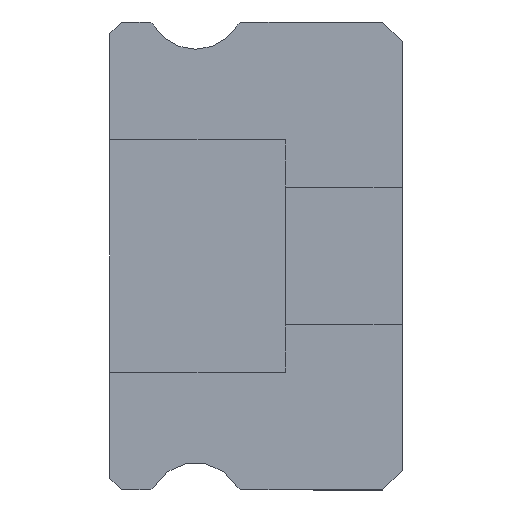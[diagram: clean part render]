
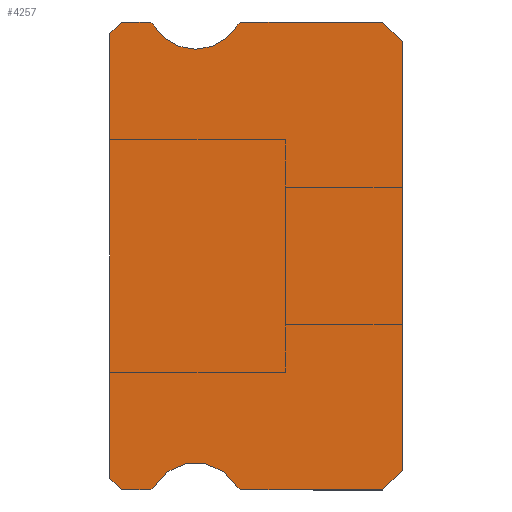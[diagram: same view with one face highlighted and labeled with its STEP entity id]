
A CAD part, left-side view. The second image highlights one B-rep face of the part: STEP entity #4257.
In plain terms, the highlighted planar face has unit normal (-1, 0, 0).
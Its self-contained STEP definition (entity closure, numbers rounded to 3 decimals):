
#26 = LINE ( 'NONE', #8380, #257 ) ;
#30 = ORIENTED_EDGE ( 'NONE', *, *, #6204, .T. ) ;
#43 = ORIENTED_EDGE ( 'NONE', *, *, #3543, .F. ) ;
#103 = EDGE_CURVE ( 'NONE', #4748, #1006, #26, .T. ) ;
#106 = DIRECTION ( 'NONE',  ( 0., 0.707, -0.707 ) ) ;
#134 = CARTESIAN_POINT ( 'NONE',  ( -5., 5.3, 6.55 ) ) ;
#136 = EDGE_CURVE ( 'NONE', #7134, #8510, #8341, .T. ) ;
#140 = DIRECTION ( 'NONE',  ( 1., 0., 0. ) ) ;
#257 = VECTOR ( 'NONE', #106, 1000. ) ;
#264 = LINE ( 'NONE', #7148, #265 ) ;
#265 = VECTOR ( 'NONE', #2235, 1000. ) ;
#270 = CARTESIAN_POINT ( 'NONE',  ( -5., 7.5, -5.7 ) ) ;
#425 = AXIS2_PLACEMENT_3D ( 'NONE', #5493, #8740, #4673 ) ;
#507 = EDGE_CURVE ( 'NONE', #3803, #7546, #6607, .T. ) ;
#539 = EDGE_CURVE ( 'NONE', #7546, #5940, #1103, .T. ) ;
#541 = EDGE_CURVE ( 'NONE', #2108, #3803, #683, .T. ) ;
#675 = VECTOR ( 'NONE', #2835, 1000. ) ;
#683 = CIRCLE ( 'NONE', #3119, 0.15 ) ;
#699 = ORIENTED_EDGE ( 'NONE', *, *, #7821, .T. ) ;
#712 = CIRCLE ( 'NONE', #3011, 1.25 ) ;
#806 = ORIENTED_EDGE ( 'NONE', *, *, #539, .F. ) ;
#922 = ORIENTED_EDGE ( 'NONE', *, *, #7025, .F. ) ;
#1006 = VERTEX_POINT ( 'NONE', #3866 ) ;
#1103 = LINE ( 'NONE', #5935, #7249 ) ;
#1146 = AXIS2_PLACEMENT_3D ( 'NONE', #1667, #7798, #3023 ) ;
#1170 = DIRECTION ( 'NONE',  ( 0., 1., 0. ) ) ;
#1259 = CARTESIAN_POINT ( 'NONE',  ( -5., 0., -5.5 ) ) ;
#1360 = CARTESIAN_POINT ( 'NONE',  ( -5., 5.3, 5.3 ) ) ;
#1364 = CARTESIAN_POINT ( 'NONE',  ( -5., 4.088, -6. ) ) ;
#1382 = ORIENTED_EDGE ( 'NONE', *, *, #8761, .T. ) ;
#1437 = FACE_OUTER_BOUND ( 'NONE', #5565, .T. ) ;
#1532 = EDGE_CURVE ( 'NONE', #2686, #8804, #8267, .T. ) ;
#1650 = EDGE_CURVE ( 'NONE', #8414, #5940, #264, .T. ) ;
#1667 = CARTESIAN_POINT ( 'NONE',  ( -5., 5.3, -6.55 ) ) ;
#1727 = VECTOR ( 'NONE', #3293, 1000. ) ;
#1781 = DIRECTION ( 'NONE',  ( 0., 0., -1. ) ) ;
#2012 = ORIENTED_EDGE ( 'NONE', *, *, #136, .F. ) ;
#2014 = VERTEX_POINT ( 'NONE', #4209 ) ;
#2108 = VERTEX_POINT ( 'NONE', #4513 ) ;
#2182 = DIRECTION ( 'NONE',  ( 0., 0.707, -0.707 ) ) ;
#2219 = DIRECTION ( 'NONE',  ( 0., 0., 1. ) ) ;
#2235 = DIRECTION ( 'NONE',  ( 0., 0., 1. ) ) ;
#2258 = LINE ( 'NONE', #7088, #3267 ) ;
#2385 = ORIENTED_EDGE ( 'NONE', *, *, #6250, .F. ) ;
#2614 = VERTEX_POINT ( 'NONE', #2620 ) ;
#2620 = CARTESIAN_POINT ( 'NONE',  ( -5., 6.512, 6. ) ) ;
#2686 = VERTEX_POINT ( 'NONE', #3606 ) ;
#2730 = ORIENTED_EDGE ( 'NONE', *, *, #5899, .F. ) ;
#2731 = CARTESIAN_POINT ( 'NONE',  ( -5., 7.2, 6. ) ) ;
#2759 = CARTESIAN_POINT ( 'NONE',  ( -5., 0.5, 6. ) ) ;
#2835 = DIRECTION ( 'NONE',  ( 0., 1., 0. ) ) ;
#2942 = DIRECTION ( 'NONE',  ( 1., 0., 0. ) ) ;
#3011 = AXIS2_PLACEMENT_3D ( 'NONE', #5546, #8264, #4876 ) ;
#3023 = DIRECTION ( 'NONE',  ( 0., 0., -1. ) ) ;
#3119 = AXIS2_PLACEMENT_3D ( 'NONE', #8042, #5268, #1781 ) ;
#3247 = ORIENTED_EDGE ( 'NONE', *, *, #1650, .T. ) ;
#3267 = VECTOR ( 'NONE', #2219, 1000. ) ;
#3293 = DIRECTION ( 'NONE',  ( 0., -1., 0. ) ) ;
#3332 = VERTEX_POINT ( 'NONE', #6628 ) ;
#3543 = EDGE_CURVE ( 'NONE', #8414, #7134, #6925, .T. ) ;
#3606 = CARTESIAN_POINT ( 'NONE',  ( -5., 6.383, 5.925 ) ) ;
#3735 = CARTESIAN_POINT ( 'NONE',  ( -5., 0.5, -6. ) ) ;
#3776 = EDGE_CURVE ( 'NONE', #2014, #8633, #6431, .T. ) ;
#3782 = AXIS2_PLACEMENT_3D ( 'NONE', #4301, #140, #5740 ) ;
#3786 = CARTESIAN_POINT ( 'NONE',  ( -5., 0., 5.5 ) ) ;
#3788 = EDGE_CURVE ( 'NONE', #8510, #6706, #7422, .T. ) ;
#3803 = VERTEX_POINT ( 'NONE', #6772 ) ;
#3866 = CARTESIAN_POINT ( 'NONE',  ( -5., 7.5, 5.7 ) ) ;
#3925 = DIRECTION ( 'NONE',  ( 0., -0.707, -0.707 ) ) ;
#3960 = CARTESIAN_POINT ( 'NONE',  ( -5., 6.512, -6. ) ) ;
#4122 = EDGE_CURVE ( 'NONE', #6706, #2014, #4882, .T. ) ;
#4209 = CARTESIAN_POINT ( 'NONE',  ( -5., 6.383, -5.925 ) ) ;
#4241 = VERTEX_POINT ( 'NONE', #270 ) ;
#4244 = CARTESIAN_POINT ( 'NONE',  ( -5., 0., -5.5 ) ) ;
#4257 = ADVANCED_FACE ( 'NONE', ( #1437 ), #6260, .F. ) ;
#4301 = CARTESIAN_POINT ( 'NONE',  ( -5., 6.512, 5.85 ) ) ;
#4396 = CARTESIAN_POINT ( 'NONE',  ( -5., 6.512, -6. ) ) ;
#4499 = AXIS2_PLACEMENT_3D ( 'NONE', #5043, #2942, #6956 ) ;
#4513 = CARTESIAN_POINT ( 'NONE',  ( -5., 4.217, 5.925 ) ) ;
#4532 = CARTESIAN_POINT ( 'NONE',  ( -5., 7.2, 6. ) ) ;
#4550 = AXIS2_PLACEMENT_3D ( 'NONE', #134, #5552, #4832 ) ;
#4581 = VECTOR ( 'NONE', #1170, 1000. ) ;
#4673 = DIRECTION ( 'NONE',  ( 0., 0., -1. ) ) ;
#4748 = VERTEX_POINT ( 'NONE', #2731 ) ;
#4757 = ORIENTED_EDGE ( 'NONE', *, *, #1532, .F. ) ;
#4832 = DIRECTION ( 'NONE',  ( 0., 0., -1. ) ) ;
#4876 = DIRECTION ( 'NONE',  ( 0., 0., -1. ) ) ;
#4882 = CIRCLE ( 'NONE', #1146, 1.25 ) ;
#5043 = CARTESIAN_POINT ( 'NONE',  ( -5., 6.512, 5.85 ) ) ;
#5268 = DIRECTION ( 'NONE',  ( 1., 0., 0. ) ) ;
#5320 = ORIENTED_EDGE ( 'NONE', *, *, #103, .T. ) ;
#5350 = ORIENTED_EDGE ( 'NONE', *, *, #507, .F. ) ;
#5409 = VECTOR ( 'NONE', #6690, 1000. ) ;
#5493 = CARTESIAN_POINT ( 'NONE',  ( -5., 6.512, -5.85 ) ) ;
#5546 = CARTESIAN_POINT ( 'NONE',  ( -5., 5.3, 6.55 ) ) ;
#5552 = DIRECTION ( 'NONE',  ( -1., 0., 0. ) ) ;
#5565 = EDGE_LOOP ( 'NONE', ( #5320, #2385, #30, #1382, #8195, #8699, #6289, #2012, #43, #3247, #806, #5350, #8800, #2730, #4757, #922, #699 ) ) ;
#5740 = DIRECTION ( 'NONE',  ( 0., 0., -1. ) ) ;
#5892 = LINE ( 'NONE', #3960, #1727 ) ;
#5899 = EDGE_CURVE ( 'NONE', #8804, #2108, #712, .T. ) ;
#5935 = CARTESIAN_POINT ( 'NONE',  ( -5., 0.5, 6. ) ) ;
#5939 = CARTESIAN_POINT ( 'NONE',  ( -5., 4.217, -5.925 ) ) ;
#5940 = VERTEX_POINT ( 'NONE', #3786 ) ;
#6204 = EDGE_CURVE ( 'NONE', #4241, #3332, #7496, .T. ) ;
#6250 = EDGE_CURVE ( 'NONE', #4241, #1006, #2258, .T. ) ;
#6260 = PLANE ( 'NONE',  #3782 ) ;
#6289 = ORIENTED_EDGE ( 'NONE', *, *, #3788, .F. ) ;
#6431 = CIRCLE ( 'NONE', #425, 0.15 ) ;
#6534 = LINE ( 'NONE', #4532, #4581 ) ;
#6607 = LINE ( 'NONE', #7233, #5409 ) ;
#6628 = CARTESIAN_POINT ( 'NONE',  ( -5., 7.2, -6. ) ) ;
#6690 = DIRECTION ( 'NONE',  ( 0., -1., 0. ) ) ;
#6706 = VERTEX_POINT ( 'NONE', #5939 ) ;
#6724 = CARTESIAN_POINT ( 'NONE',  ( -5., 4.088, -5.85 ) ) ;
#6772 = CARTESIAN_POINT ( 'NONE',  ( -5., 4.088, 6. ) ) ;
#6925 = LINE ( 'NONE', #4244, #8019 ) ;
#6955 = DIRECTION ( 'NONE',  ( 0., -0.707, -0.707 ) ) ;
#6956 = DIRECTION ( 'NONE',  ( 0., 0., -1. ) ) ;
#7025 = EDGE_CURVE ( 'NONE', #2614, #2686, #7917, .T. ) ;
#7048 = CARTESIAN_POINT ( 'NONE',  ( -5., 7.2, -6. ) ) ;
#7088 = CARTESIAN_POINT ( 'NONE',  ( -5., 7.5, 5.85 ) ) ;
#7134 = VERTEX_POINT ( 'NONE', #3735 ) ;
#7148 = CARTESIAN_POINT ( 'NONE',  ( -5., 0., 5.5 ) ) ;
#7233 = CARTESIAN_POINT ( 'NONE',  ( -5., 6.512, 6. ) ) ;
#7249 = VECTOR ( 'NONE', #3925, 1000. ) ;
#7422 = CIRCLE ( 'NONE', #8145, 0.15 ) ;
#7496 = LINE ( 'NONE', #7048, #7989 ) ;
#7546 = VERTEX_POINT ( 'NONE', #2759 ) ;
#7798 = DIRECTION ( 'NONE',  ( -1., 0., 0. ) ) ;
#7821 = EDGE_CURVE ( 'NONE', #2614, #4748, #6534, .T. ) ;
#7917 = CIRCLE ( 'NONE', #4499, 0.15 ) ;
#7989 = VECTOR ( 'NONE', #6955, 1000. ) ;
#8019 = VECTOR ( 'NONE', #2182, 1000. ) ;
#8032 = DIRECTION ( 'NONE',  ( 0., 0., -1. ) ) ;
#8042 = CARTESIAN_POINT ( 'NONE',  ( -5., 4.088, 5.85 ) ) ;
#8145 = AXIS2_PLACEMENT_3D ( 'NONE', #6724, #8784, #8032 ) ;
#8195 = ORIENTED_EDGE ( 'NONE', *, *, #3776, .F. ) ;
#8210 = CARTESIAN_POINT ( 'NONE',  ( -5., 6.512, -6. ) ) ;
#8264 = DIRECTION ( 'NONE',  ( -1., 0., 0. ) ) ;
#8267 = CIRCLE ( 'NONE', #4550, 1.25 ) ;
#8341 = LINE ( 'NONE', #8210, #675 ) ;
#8380 = CARTESIAN_POINT ( 'NONE',  ( -5., 7.5, 5.7 ) ) ;
#8414 = VERTEX_POINT ( 'NONE', #1259 ) ;
#8510 = VERTEX_POINT ( 'NONE', #1364 ) ;
#8633 = VERTEX_POINT ( 'NONE', #4396 ) ;
#8699 = ORIENTED_EDGE ( 'NONE', *, *, #4122, .F. ) ;
#8740 = DIRECTION ( 'NONE',  ( 1., 0., 0. ) ) ;
#8761 = EDGE_CURVE ( 'NONE', #3332, #8633, #5892, .T. ) ;
#8784 = DIRECTION ( 'NONE',  ( 1., 0., 0. ) ) ;
#8800 = ORIENTED_EDGE ( 'NONE', *, *, #541, .F. ) ;
#8804 = VERTEX_POINT ( 'NONE', #1360 ) ;
